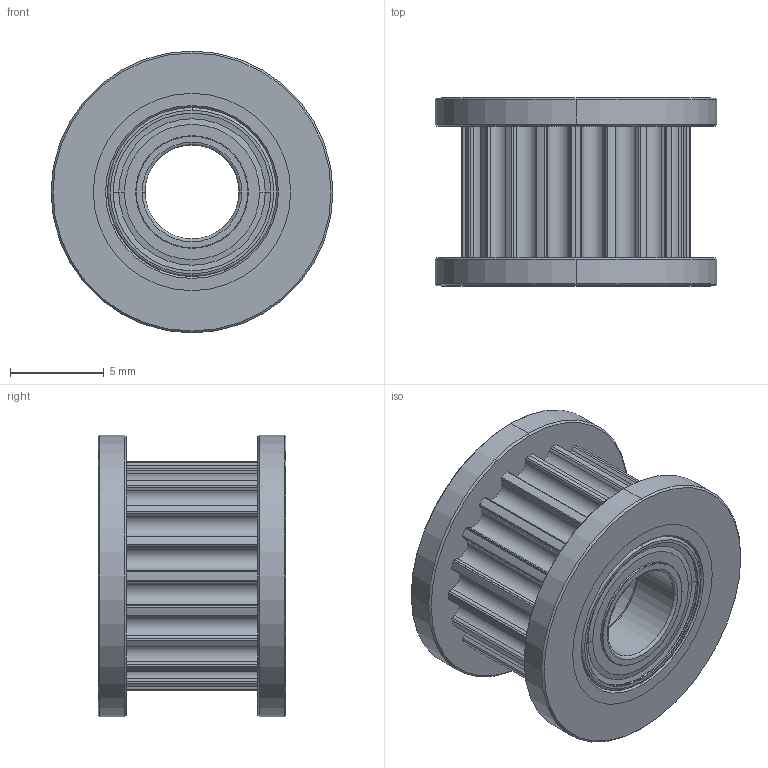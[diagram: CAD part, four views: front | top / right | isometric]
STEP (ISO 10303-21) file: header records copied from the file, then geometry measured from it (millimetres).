
FILE_DESCRIPTION (( 'STEP AP214' ), '1' );
FILE_NAME ('Gates_2GT_20T_Toothed_Idler.STEP', '2020-07-10T18:08:47', ( '' ), ( '' ), 'SwSTEP 2.0', 'SolidWorks 2019', '' );
FILE_SCHEMA (( 'AUTOMOTIVE_DESIGN' ));
Length unit declared in the file: millimetre
Products named in the file (1): Gates_2GT_20T_Toothed_Idler
Bounding box: 15 x 10 x 15 mm (x, y, z)
Volume: 856.7 mm3; surface area: 2363.6 mm2
Topology: 23 solids, 23 shells, 361 faces, 901 edges, 566 vertices
Faces by surface type: cylinder 199, cone 56, torus 48, sphere 32, plane 26
Entity records: 10925 total; most frequent: DIRECTION 2111, CARTESIAN_POINT 1701, ORIENTED_EDGE 1642, AXIS2_PLACEMENT_3D 928, EDGE_CURVE 821, CIRCLE 566, VERTEX_POINT 518, EDGE_LOOP 387
